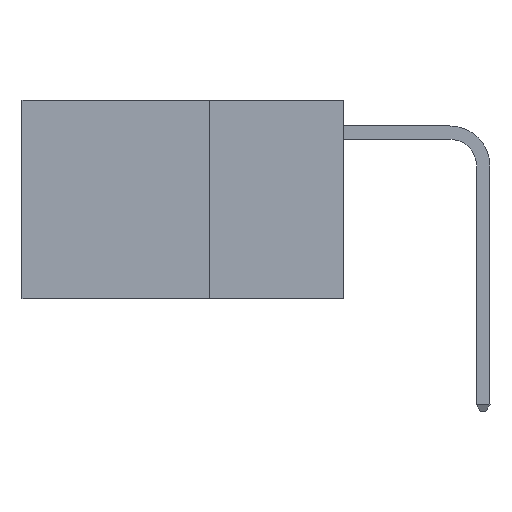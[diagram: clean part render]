
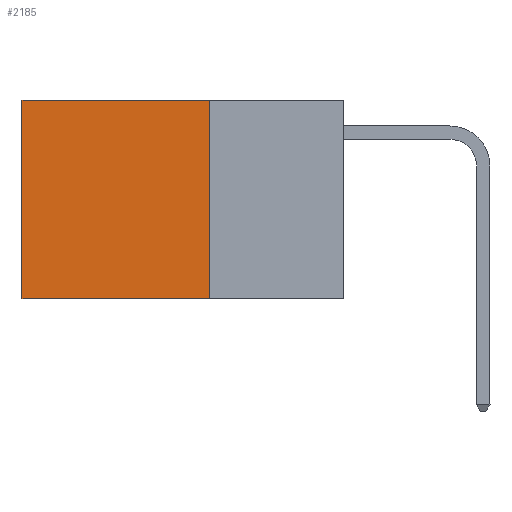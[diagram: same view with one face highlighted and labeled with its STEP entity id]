
A CAD part, left-side view. The second image highlights one B-rep face of the part: STEP entity #2185.
In plain terms, the highlighted planar face has unit normal (-1, 0, 0).
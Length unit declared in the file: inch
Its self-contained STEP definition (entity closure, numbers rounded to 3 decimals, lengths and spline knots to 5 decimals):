
#83 = VECTOR ( 'NONE', #4880, 39.37008 ) ;
#1053 = LINE ( 'NONE', #6750, #15291 ) ;
#1634 = VERTEX_POINT ( 'NONE', #13673 ) ;
#2185 = ADVANCED_FACE ( 'NONE', ( #8507 ), #14261, .F. ) ;
#2608 = CARTESIAN_POINT ( 'NONE',  ( 0.2625, 0.25, -0.37 ) ) ;
#3004 = DIRECTION ( 'NONE',  ( 0., 0., -1. ) ) ;
#3265 = ORIENTED_EDGE ( 'NONE', *, *, #6507, .F. ) ;
#3982 = LINE ( 'NONE', #6860, #5671 ) ;
#4074 = DIRECTION ( 'NONE',  ( 0., 1., 0. ) ) ;
#4822 = VECTOR ( 'NONE', #12554, 39.37008 ) ;
#4880 = DIRECTION ( 'NONE',  ( 0., 1., 0. ) ) ;
#5495 = ORIENTED_EDGE ( 'NONE', *, *, #6646, .F. ) ;
#5671 = VECTOR ( 'NONE', #4074, 39.37008 ) ;
#5934 = VERTEX_POINT ( 'NONE', #2608 ) ;
#6094 = DIRECTION ( 'NONE',  ( 1., 0., 0. ) ) ;
#6108 = CARTESIAN_POINT ( 'NONE',  ( 0.2625, 0.6, 0. ) ) ;
#6278 = LINE ( 'NONE', #11948, #83 ) ;
#6395 = VERTEX_POINT ( 'NONE', #10367 ) ;
#6420 = VERTEX_POINT ( 'NONE', #6108 ) ;
#6507 = EDGE_CURVE ( 'NONE', #5934, #1634, #6278, .T. ) ;
#6599 = AXIS2_PLACEMENT_3D ( 'NONE', #7397, #6094, #3004 ) ;
#6646 = EDGE_CURVE ( 'NONE', #6395, #5934, #1053, .T. ) ;
#6750 = CARTESIAN_POINT ( 'NONE',  ( 0.2625, 0.25, 0. ) ) ;
#6860 = CARTESIAN_POINT ( 'NONE',  ( 0.2625, 0.25, 0. ) ) ;
#6886 = CARTESIAN_POINT ( 'NONE',  ( 0.2625, 0.6, 0. ) ) ;
#6989 = LINE ( 'NONE', #6886, #4822 ) ;
#7397 = CARTESIAN_POINT ( 'NONE',  ( 0.2625, 0.25, 0. ) ) ;
#8507 = FACE_OUTER_BOUND ( 'NONE', #13092, .T. ) ;
#10367 = CARTESIAN_POINT ( 'NONE',  ( 0.2625, 0.25, 0. ) ) ;
#11948 = CARTESIAN_POINT ( 'NONE',  ( 0.2625, 0.25, -0.37 ) ) ;
#12160 = EDGE_CURVE ( 'NONE', #6395, #6420, #3982, .T. ) ;
#12554 = DIRECTION ( 'NONE',  ( 0., 0., -1. ) ) ;
#13092 = EDGE_LOOP ( 'NONE', ( #15676, #3265, #5495, #17333 ) ) ;
#13673 = CARTESIAN_POINT ( 'NONE',  ( 0.2625, 0.6, -0.37 ) ) ;
#14261 = PLANE ( 'NONE',  #6599 ) ;
#15291 = VECTOR ( 'NONE', #18062, 39.37008 ) ;
#15670 = EDGE_CURVE ( 'NONE', #6420, #1634, #6989, .T. ) ;
#15676 = ORIENTED_EDGE ( 'NONE', *, *, #15670, .T. ) ;
#17333 = ORIENTED_EDGE ( 'NONE', *, *, #12160, .T. ) ;
#18062 = DIRECTION ( 'NONE',  ( 0., 0., -1. ) ) ;
